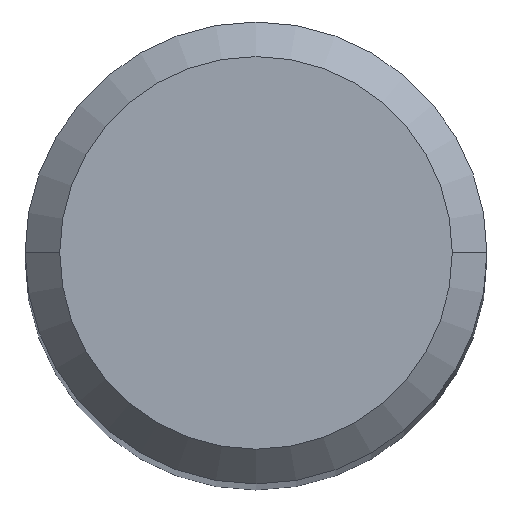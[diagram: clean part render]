
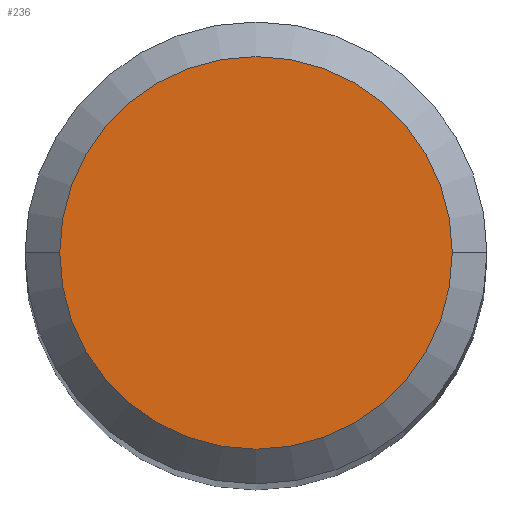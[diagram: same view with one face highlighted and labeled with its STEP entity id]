
A CAD part, top view. The second image highlights one B-rep face of the part: STEP entity #236.
In plain terms, the highlighted planar face has unit normal (0, 0, 1).
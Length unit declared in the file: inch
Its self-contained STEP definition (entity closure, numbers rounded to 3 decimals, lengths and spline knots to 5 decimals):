
#29 = ORIENTED_EDGE ( 'NONE', *, *, #428, .T. ) ;
#95 = EDGE_CURVE ( 'NONE', #307, #162, #131, .T. ) ;
#113 = AXIS2_PLACEMENT_3D ( 'NONE', #430, #203, #443 ) ;
#126 = EDGE_LOOP ( 'NONE', ( #29, #195 ) ) ;
#128 = PLANE ( 'NONE',  #113 ) ;
#131 = CIRCLE ( 'NONE', #261, 0.10625 ) ;
#135 = CARTESIAN_POINT ( 'NONE',  ( -0.10625, 0., 0. ) ) ;
#161 = FACE_OUTER_BOUND ( 'NONE', #126, .T. ) ;
#162 = VERTEX_POINT ( 'NONE', #135 ) ;
#195 = ORIENTED_EDGE ( 'NONE', *, *, #95, .T. ) ;
#203 = DIRECTION ( 'NONE',  ( 0., 0., -1. ) ) ;
#231 = CIRCLE ( 'NONE', #424, 0.10625 ) ;
#236 = ADVANCED_FACE ( 'NONE', ( #161 ), #128, .F. ) ;
#261 = AXIS2_PLACEMENT_3D ( 'NONE', #387, #473, #353 ) ;
#307 = VERTEX_POINT ( 'NONE', #313 ) ;
#313 = CARTESIAN_POINT ( 'NONE',  ( 0.10625, 0., 0. ) ) ;
#320 = CARTESIAN_POINT ( 'NONE',  ( 0., 0., 0. ) ) ;
#353 = DIRECTION ( 'NONE',  ( 1., 0., 0. ) ) ;
#387 = CARTESIAN_POINT ( 'NONE',  ( 0., 0., 0. ) ) ;
#424 = AXIS2_PLACEMENT_3D ( 'NONE', #320, #472, #427 ) ;
#427 = DIRECTION ( 'NONE',  ( 1., 0., 0. ) ) ;
#428 = EDGE_CURVE ( 'NONE', #162, #307, #231, .T. ) ;
#430 = CARTESIAN_POINT ( 'NONE',  ( 0., 0., 0. ) ) ;
#443 = DIRECTION ( 'NONE',  ( -1., 0., 0. ) ) ;
#472 = DIRECTION ( 'NONE',  ( 0., 0., 1. ) ) ;
#473 = DIRECTION ( 'NONE',  ( 0., 0., 1. ) ) ;
